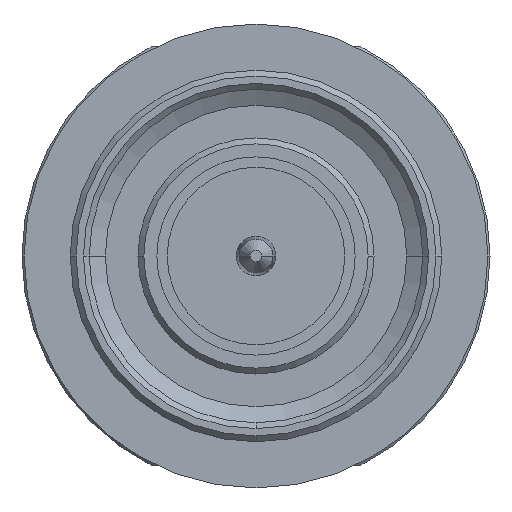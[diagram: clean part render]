
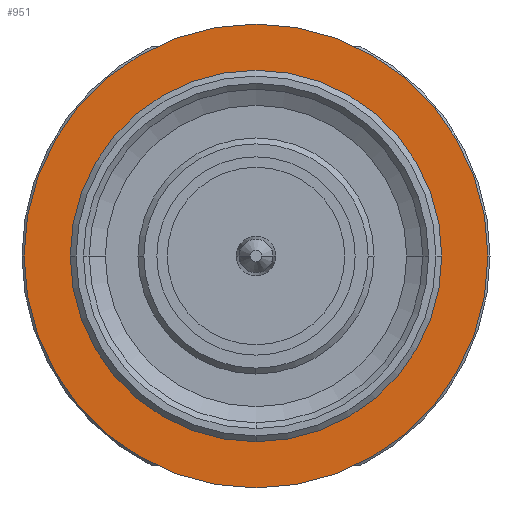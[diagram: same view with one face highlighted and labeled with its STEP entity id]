
A CAD part, left-side view. The second image highlights one B-rep face of the part: STEP entity #951.
In plain terms, the highlighted planar face has unit normal (-1, 0, 0).
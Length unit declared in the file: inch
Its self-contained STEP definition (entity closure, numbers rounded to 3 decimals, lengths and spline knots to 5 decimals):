
#129 = FACE_OUTER_BOUND ( 'NONE', #3492, .T. ) ;
#182 = CARTESIAN_POINT ( 'NONE',  ( 0.05906, 0.3122, 0. ) ) ;
#487 = CIRCLE ( 'NONE', #1008, 0.25 ) ;
#498 = AXIS2_PLACEMENT_3D ( 'NONE', #1485, #1101, #2311 ) ;
#516 = CARTESIAN_POINT ( 'NONE',  ( 0.05906, -0.3122, 0. ) ) ;
#547 = CIRCLE ( 'NONE', #3354, 0.3122 ) ;
#580 = ORIENTED_EDGE ( 'NONE', *, *, #1648, .F. ) ;
#689 = DIRECTION ( 'NONE',  ( 1., 0., 0. ) ) ;
#700 = DIRECTION ( 'NONE',  ( 1., 0., 0. ) ) ;
#870 = AXIS2_PLACEMENT_3D ( 'NONE', #3220, #3829, #2887 ) ;
#951 = ADVANCED_FACE ( 'NONE', ( #2883, #129 ), #3512, .F. ) ;
#1008 = AXIS2_PLACEMENT_3D ( 'NONE', #3061, #689, #2421 ) ;
#1101 = DIRECTION ( 'NONE',  ( -1., 0., 0. ) ) ;
#1164 = EDGE_CURVE ( 'NONE', #3653, #3069, #1717, .T. ) ;
#1270 = AXIS2_PLACEMENT_3D ( 'NONE', #2566, #700, #1954 ) ;
#1480 = DIRECTION ( 'NONE',  ( 1., 0., 0. ) ) ;
#1485 = CARTESIAN_POINT ( 'NONE',  ( 0.05906, 0., 0. ) ) ;
#1648 = EDGE_CURVE ( 'NONE', #3653, #3069, #547, .T. ) ;
#1690 = EDGE_CURVE ( 'NONE', #3419, #2579, #2653, .T. ) ;
#1717 = CIRCLE ( 'NONE', #498, 0.3122 ) ;
#1954 = DIRECTION ( 'NONE',  ( 0., 1., 0. ) ) ;
#2257 = ORIENTED_EDGE ( 'NONE', *, *, #1164, .T. ) ;
#2311 = DIRECTION ( 'NONE',  ( 0., 1., 0. ) ) ;
#2421 = DIRECTION ( 'NONE',  ( 0., 1., 0. ) ) ;
#2530 = DIRECTION ( 'NONE',  ( 0., 1., 0. ) ) ;
#2566 = CARTESIAN_POINT ( 'NONE',  ( 0.05906, 0., 0. ) ) ;
#2579 = VERTEX_POINT ( 'NONE', #3579 ) ;
#2653 = CIRCLE ( 'NONE', #870, 0.25 ) ;
#2692 = EDGE_CURVE ( 'NONE', #3419, #2579, #487, .T. ) ;
#2883 = FACE_BOUND ( 'NONE', #3803, .T. ) ;
#2887 = DIRECTION ( 'NONE',  ( 0., 1., 0. ) ) ;
#3061 = CARTESIAN_POINT ( 'NONE',  ( 0.05906, 0., 0. ) ) ;
#3069 = VERTEX_POINT ( 'NONE', #516 ) ;
#3220 = CARTESIAN_POINT ( 'NONE',  ( 0.05906, 0., 0. ) ) ;
#3354 = AXIS2_PLACEMENT_3D ( 'NONE', #3418, #1480, #2530 ) ;
#3395 = ORIENTED_EDGE ( 'NONE', *, *, #1690, .F. ) ;
#3418 = CARTESIAN_POINT ( 'NONE',  ( 0.05906, 0., 0. ) ) ;
#3419 = VERTEX_POINT ( 'NONE', #3641 ) ;
#3492 = EDGE_LOOP ( 'NONE', ( #2257, #580 ) ) ;
#3497 = ORIENTED_EDGE ( 'NONE', *, *, #2692, .T. ) ;
#3512 = PLANE ( 'NONE',  #1270 ) ;
#3579 = CARTESIAN_POINT ( 'NONE',  ( 0.05906, -0.25, 0. ) ) ;
#3641 = CARTESIAN_POINT ( 'NONE',  ( 0.05906, 0.25, 0. ) ) ;
#3653 = VERTEX_POINT ( 'NONE', #182 ) ;
#3803 = EDGE_LOOP ( 'NONE', ( #3497, #3395 ) ) ;
#3829 = DIRECTION ( 'NONE',  ( -1., 0., 0. ) ) ;
